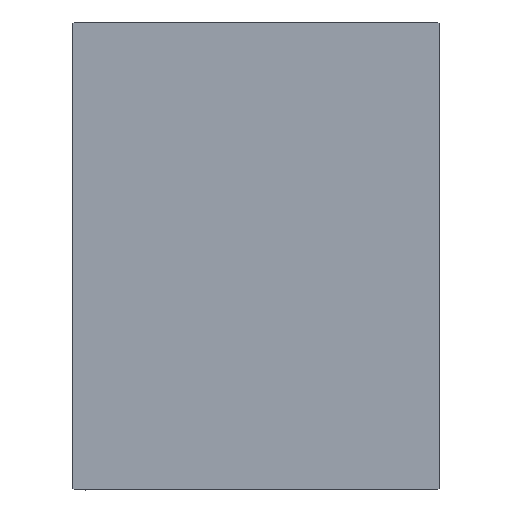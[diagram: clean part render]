
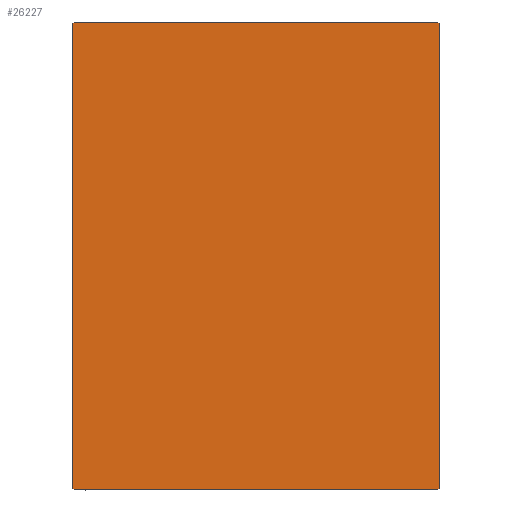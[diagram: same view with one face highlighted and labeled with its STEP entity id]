
A CAD part, left-side view. The second image highlights one B-rep face of the part: STEP entity #26227.
In plain terms, the highlighted face is planar.
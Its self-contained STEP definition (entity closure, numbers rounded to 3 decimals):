
#791 = LINE ( 'NONE', #40128, #38309 ) ;
#863 = VECTOR ( 'NONE', #30627, 1000. ) ;
#972 = CARTESIAN_POINT ( 'NONE',  ( 108., -45., -57.5 ) ) ;
#1764 = DIRECTION ( 'NONE',  ( 1., 0., 0. ) ) ;
#1981 = DIRECTION ( 'NONE',  ( 0., 0., -1. ) ) ;
#2971 = EDGE_CURVE ( 'NONE', #36913, #36587, #4836, .T. ) ;
#4763 = ORIENTED_EDGE ( 'NONE', *, *, #13161, .T. ) ;
#4836 = LINE ( 'NONE', #21377, #9141 ) ;
#6172 = CARTESIAN_POINT ( 'NONE',  ( 108., -45., 57.2 ) ) ;
#6655 = EDGE_CURVE ( 'NONE', #9335, #30089, #27615, .T. ) ;
#7834 = ORIENTED_EDGE ( 'NONE', *, *, #6655, .T. ) ;
#8430 = FACE_OUTER_BOUND ( 'NONE', #41883, .T. ) ;
#8501 = VERTEX_POINT ( 'NONE', #26160 ) ;
#8984 = EDGE_CURVE ( 'NONE', #8501, #36687, #19819, .T. ) ;
#9141 = VECTOR ( 'NONE', #17940, 1000. ) ;
#9335 = VERTEX_POINT ( 'NONE', #30719 ) ;
#9522 = LINE ( 'NONE', #26054, #13555 ) ;
#9946 = CARTESIAN_POINT ( 'NONE',  ( 108., 45., -57.5 ) ) ;
#10151 = DIRECTION ( 'NONE',  ( 0., -1., 0. ) ) ;
#10888 = ORIENTED_EDGE ( 'NONE', *, *, #26812, .T. ) ;
#11133 = CARTESIAN_POINT ( 'NONE',  ( 108., 44.7, -57.5 ) ) ;
#13161 = EDGE_CURVE ( 'NONE', #36587, #25335, #18937, .T. ) ;
#13555 = VECTOR ( 'NONE', #10151, 1000. ) ;
#15323 = EDGE_CURVE ( 'NONE', #30089, #8501, #15763, .T. ) ;
#15763 = LINE ( 'NONE', #32306, #25111 ) ;
#16390 = VERTEX_POINT ( 'NONE', #30720 ) ;
#17940 = DIRECTION ( 'NONE',  ( 0., -0.707, -0.707 ) ) ;
#18093 = PLANE ( 'NONE',  #37593 ) ;
#18851 = ORIENTED_EDGE ( 'NONE', *, *, #15323, .T. ) ;
#18929 = CARTESIAN_POINT ( 'NONE',  ( 108., 0., 0. ) ) ;
#18937 = LINE ( 'NONE', #19148, #22977 ) ;
#19148 = CARTESIAN_POINT ( 'NONE',  ( 108., -45., 57.5 ) ) ;
#19359 = ORIENTED_EDGE ( 'NONE', *, *, #8984, .T. ) ;
#19819 = LINE ( 'NONE', #9946, #20126 ) ;
#20126 = VECTOR ( 'NONE', #32931, 1000. ) ;
#21377 = CARTESIAN_POINT ( 'NONE',  ( 108., -51.1, 51.1 ) ) ;
#22977 = VECTOR ( 'NONE', #41727, 1000. ) ;
#23351 = DIRECTION ( 'NONE',  ( 0., 0.707, -0.707 ) ) ;
#25111 = VECTOR ( 'NONE', #35320, 1000. ) ;
#25335 = VERTEX_POINT ( 'NONE', #29230 ) ;
#26054 = CARTESIAN_POINT ( 'NONE',  ( 108., 45., 57.5 ) ) ;
#26099 = EDGE_CURVE ( 'NONE', #16390, #36913, #9522, .T. ) ;
#26160 = CARTESIAN_POINT ( 'NONE',  ( 108., 45., -57.2 ) ) ;
#26227 = ADVANCED_FACE ( 'NONE', ( #8430 ), #18093, .T. ) ;
#26351 = EDGE_CURVE ( 'NONE', #36687, #16390, #39322, .T. ) ;
#26812 = EDGE_CURVE ( 'NONE', #25335, #9335, #791, .T. ) ;
#27615 = LINE ( 'NONE', #972, #863 ) ;
#28274 = ORIENTED_EDGE ( 'NONE', *, *, #26351, .T. ) ;
#29230 = CARTESIAN_POINT ( 'NONE',  ( 108., -45., -57.2 ) ) ;
#29743 = CARTESIAN_POINT ( 'NONE',  ( 108., -44.7, 57.5 ) ) ;
#30089 = VERTEX_POINT ( 'NONE', #11133 ) ;
#30627 = DIRECTION ( 'NONE',  ( 0., 1., 0. ) ) ;
#30719 = CARTESIAN_POINT ( 'NONE',  ( 108., -44.7, -57.5 ) ) ;
#30720 = CARTESIAN_POINT ( 'NONE',  ( 108., 44.7, 57.5 ) ) ;
#32306 = CARTESIAN_POINT ( 'NONE',  ( 108., 51.1, -51.1 ) ) ;
#32931 = DIRECTION ( 'NONE',  ( 0., 0., 1. ) ) ;
#33077 = DIRECTION ( 'NONE',  ( 0., -0.707, 0.707 ) ) ;
#34483 = ORIENTED_EDGE ( 'NONE', *, *, #26099, .T. ) ;
#35222 = ORIENTED_EDGE ( 'NONE', *, *, #2971, .T. ) ;
#35320 = DIRECTION ( 'NONE',  ( 0., 0.707, 0.707 ) ) ;
#35467 = CARTESIAN_POINT ( 'NONE',  ( 108., 51.1, 51.1 ) ) ;
#36587 = VERTEX_POINT ( 'NONE', #6172 ) ;
#36687 = VERTEX_POINT ( 'NONE', #37517 ) ;
#36913 = VERTEX_POINT ( 'NONE', #29743 ) ;
#37517 = CARTESIAN_POINT ( 'NONE',  ( 108., 45., 57.2 ) ) ;
#37593 = AXIS2_PLACEMENT_3D ( 'NONE', #18929, #1764, #1981 ) ;
#38309 = VECTOR ( 'NONE', #23351, 1000. ) ;
#39322 = LINE ( 'NONE', #35467, #41035 ) ;
#40128 = CARTESIAN_POINT ( 'NONE',  ( 108., -51.1, -51.1 ) ) ;
#41035 = VECTOR ( 'NONE', #33077, 1000. ) ;
#41727 = DIRECTION ( 'NONE',  ( 0., 0., -1. ) ) ;
#41883 = EDGE_LOOP ( 'NONE', ( #7834, #18851, #19359, #28274, #34483, #35222, #4763, #10888 ) ) ;
